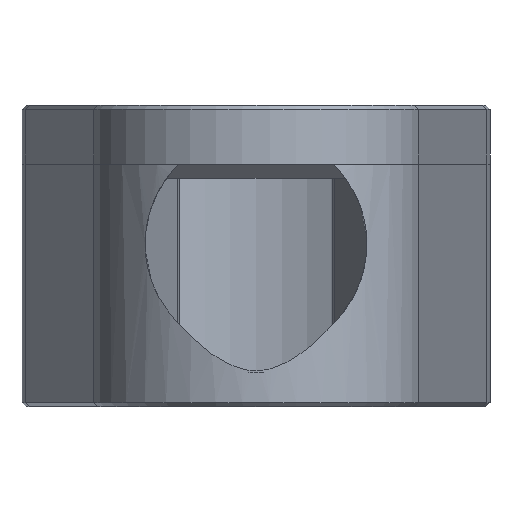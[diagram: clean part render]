
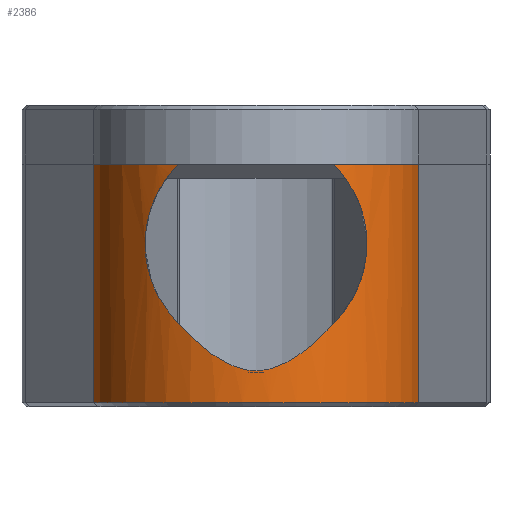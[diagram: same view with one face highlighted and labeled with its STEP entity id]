
A CAD part, front view. The second image highlights one B-rep face of the part: STEP entity #2386.
In plain terms, the highlighted cylindrical face has radius 11.875 mm (diameter 23.75 mm), a partial arc.
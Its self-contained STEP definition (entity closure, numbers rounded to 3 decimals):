
#24=CYLINDRICAL_SURFACE('',#2567,11.875);
#107=B_SPLINE_CURVE_WITH_KNOTS('',3,(#3605,#3606,#3607,#3608,#3609,#3610,
#3611,#3612,#3613,#3614,#3615),.UNSPECIFIED.,.F.,.F.,(4,2,3,2,4),(-0.548,
-0.316,0.,0.316,0.548),
 .UNSPECIFIED.);
#114=B_SPLINE_CURVE_WITH_KNOTS('',3,(#3773,#3774,#3775,#3776,#3777,#3778,
#3779,#3780,#3781,#3782,#3783,#3784,#3785,#3786,#3787,#3788),
 .UNSPECIFIED.,.F.,.F.,(4,2,2,2,2,2,2,4),(0.,0.512,0.769,
0.938,1.097,1.287,1.598,1.935),
 .UNSPECIFIED.);
#120=B_SPLINE_CURVE_WITH_KNOTS('',3,(#3870,#3871,#3872,#3873),
 .UNSPECIFIED.,.F.,.F.,(4,4),(0.001,0.097),
 .UNSPECIFIED.);
#122=B_SPLINE_CURVE_WITH_KNOTS('',3,(#3904,#3905,#3906,#3907),
 .UNSPECIFIED.,.F.,.F.,(4,4),(0.,0.096),.UNSPECIFIED.);
#126=B_SPLINE_CURVE_WITH_KNOTS('',3,(#3964,#3965,#3966,#3967,#3968,#3969,
#3970,#3971,#3972,#3973),.UNSPECIFIED.,.F.,.F.,(4,2,2,2,4),(1.966,
2.198,2.514,2.83,3.062),
 .UNSPECIFIED.);
#132=CIRCLE('',#2521,11.875);
#136=CIRCLE('',#2525,11.875);
#165=CIRCLE('',#2568,11.875);
#235=FACE_OUTER_BOUND('',#384,.T.);
#384=EDGE_LOOP('',(#1719,#1720,#1721,#1722,#1723,#1724,#1725,#1726,#1727,
#1728));
#557=LINE('',#3976,#797);
#558=LINE('',#3979,#798);
#797=VECTOR('',#2881,10.);
#798=VECTOR('',#2884,10.);
#1010=VERTEX_POINT('',#3441);
#1011=VERTEX_POINT('',#3443);
#1018=VERTEX_POINT('',#3460);
#1019=VERTEX_POINT('',#3465);
#1044=VERTEX_POINT('',#3598);
#1045=VERTEX_POINT('',#3604);
#1050=VERTEX_POINT('',#3767);
#1055=VERTEX_POINT('',#3869);
#1074=VERTEX_POINT('',#3975);
#1075=VERTEX_POINT('',#3977);
#1243=EDGE_CURVE('',#1010,#1011,#132,.T.);
#1251=EDGE_CURVE('',#1018,#1019,#136,.T.);
#1283=EDGE_CURVE('',#1045,#1044,#107,.T.);
#1290=EDGE_CURVE('',#1050,#1044,#114,.T.);
#1297=EDGE_CURVE('',#1011,#1055,#120,.T.);
#1299=EDGE_CURVE('',#1045,#1018,#122,.T.);
#1324=EDGE_CURVE('',#1050,#1055,#126,.T.);
#1325=EDGE_CURVE('',#1074,#1010,#557,.T.);
#1326=EDGE_CURVE('',#1075,#1074,#165,.T.);
#1327=EDGE_CURVE('',#1075,#1019,#558,.T.);
#1719=ORIENTED_EDGE('',*,*,#1299,.F.);
#1720=ORIENTED_EDGE('',*,*,#1283,.T.);
#1721=ORIENTED_EDGE('',*,*,#1290,.F.);
#1722=ORIENTED_EDGE('',*,*,#1324,.T.);
#1723=ORIENTED_EDGE('',*,*,#1297,.F.);
#1724=ORIENTED_EDGE('',*,*,#1243,.F.);
#1725=ORIENTED_EDGE('',*,*,#1325,.F.);
#1726=ORIENTED_EDGE('',*,*,#1326,.F.);
#1727=ORIENTED_EDGE('',*,*,#1327,.T.);
#1728=ORIENTED_EDGE('',*,*,#1251,.F.);
#2386=ADVANCED_FACE('',(#235),#24,.T.);
#2521=AXIS2_PLACEMENT_3D('',#3444,#2764,#2765);
#2525=AXIS2_PLACEMENT_3D('',#3466,#2774,#2775);
#2567=AXIS2_PLACEMENT_3D('',#3974,#2879,#2880);
#2568=AXIS2_PLACEMENT_3D('',#3978,#2882,#2883);
#2764=DIRECTION('center_axis',(0.,0.,1.));
#2765=DIRECTION('ref_axis',(-0.986,-0.167,0.));
#2774=DIRECTION('center_axis',(0.,0.,1.));
#2775=DIRECTION('ref_axis',(-0.986,-0.167,0.));
#2879=DIRECTION('center_axis',(0.,0.,1.));
#2880=DIRECTION('ref_axis',(1.,0.,0.));
#2881=DIRECTION('',(0.,0.,1.));
#2882=DIRECTION('center_axis',(0.,0.,-1.));
#2883=DIRECTION('ref_axis',(1.,0.,0.));
#2884=DIRECTION('',(0.,0.,1.));
#3441=CARTESIAN_POINT('',(-11.709,-28.451,17.5));
#3443=CARTESIAN_POINT('',(-5.606,-36.941,17.5));
#3444=CARTESIAN_POINT('Origin',(0.,-26.472,17.5));
#3460=CARTESIAN_POINT('',(5.606,-36.941,17.5));
#3465=CARTESIAN_POINT('',(11.709,-28.451,17.5));
#3466=CARTESIAN_POINT('Origin',(0.,-26.472,17.5));
#3598=CARTESIAN_POINT('',(6.191,-36.606,6.683));
#3604=CARTESIAN_POINT('',(6.191,-36.606,16.817));
#3605=CARTESIAN_POINT('Ctrl Pts',(6.191,-36.606,16.817));
#3606=CARTESIAN_POINT('Ctrl Pts',(6.663,-36.317,16.24));
#3607=CARTESIAN_POINT('Ctrl Pts',(7.068,-36.022,15.577));
#3608=CARTESIAN_POINT('Ctrl Pts',(7.782,-35.457,13.885));
#3609=CARTESIAN_POINT('Ctrl Pts',(8.,-35.248,12.804));
#3610=CARTESIAN_POINT('Ctrl Pts',(8.,-35.248,11.75));
#3611=CARTESIAN_POINT('Ctrl Pts',(8.,-35.248,10.696));
#3612=CARTESIAN_POINT('Ctrl Pts',(7.782,-35.457,9.615));
#3613=CARTESIAN_POINT('Ctrl Pts',(7.068,-36.022,7.923));
#3614=CARTESIAN_POINT('Ctrl Pts',(6.663,-36.317,7.26));
#3615=CARTESIAN_POINT('Ctrl Pts',(6.191,-36.606,6.683));
#3767=CARTESIAN_POINT('',(-6.191,-36.606,6.683));
#3773=CARTESIAN_POINT('Ctrl Pts',(-6.191,-36.606,6.683));
#3774=CARTESIAN_POINT('Ctrl Pts',(-5.182,-37.222,5.451));
#3775=CARTESIAN_POINT('Ctrl Pts',(-4.146,-37.647,4.474));
#3776=CARTESIAN_POINT('Ctrl Pts',(-2.657,-38.058,3.441));
#3777=CARTESIAN_POINT('Ctrl Pts',(-2.108,-38.173,3.126));
#3778=CARTESIAN_POINT('Ctrl Pts',(-1.155,-38.297,2.763));
#3779=CARTESIAN_POINT('Ctrl Pts',(-0.759,-38.33,
2.659));
#3780=CARTESIAN_POINT('Ctrl Pts',(0.033,-38.353,
2.585));
#3781=CARTESIAN_POINT('Ctrl Pts',(0.407,-38.346,2.609));
#3782=CARTESIAN_POINT('Ctrl Pts',(1.229,-38.292,2.777));
#3783=CARTESIAN_POINT('Ctrl Pts',(1.661,-38.237,2.941));
#3784=CARTESIAN_POINT('Ctrl Pts',(2.73,-38.049,3.465));
#3785=CARTESIAN_POINT('Ctrl Pts',(3.422,-37.868,3.937));
#3786=CARTESIAN_POINT('Ctrl Pts',(4.881,-37.328,5.19));
#3787=CARTESIAN_POINT('Ctrl Pts',(5.574,-36.982,5.93));
#3788=CARTESIAN_POINT('Ctrl Pts',(6.191,-36.606,6.683));
#3869=CARTESIAN_POINT('',(-6.191,-36.606,16.817));
#3870=CARTESIAN_POINT('Ctrl Pts',(-5.606,-36.941,17.5));
#3871=CARTESIAN_POINT('Ctrl Pts',(-5.807,-36.833,17.276));
#3872=CARTESIAN_POINT('Ctrl Pts',(-6.002,-36.721,17.048));
#3873=CARTESIAN_POINT('Ctrl Pts',(-6.191,-36.606,16.817));
#3904=CARTESIAN_POINT('Ctrl Pts',(6.191,-36.606,16.817));
#3905=CARTESIAN_POINT('Ctrl Pts',(6.002,-36.721,17.048));
#3906=CARTESIAN_POINT('Ctrl Pts',(5.807,-36.833,17.276));
#3907=CARTESIAN_POINT('Ctrl Pts',(5.606,-36.941,17.5));
#3964=CARTESIAN_POINT('Ctrl Pts',(-6.191,-36.606,6.683));
#3965=CARTESIAN_POINT('Ctrl Pts',(-6.663,-36.317,7.26));
#3966=CARTESIAN_POINT('Ctrl Pts',(-7.068,-36.022,7.923));
#3967=CARTESIAN_POINT('Ctrl Pts',(-7.782,-35.457,9.615));
#3968=CARTESIAN_POINT('Ctrl Pts',(-8.,-35.248,10.696));
#3969=CARTESIAN_POINT('Ctrl Pts',(-8.,-35.248,12.804));
#3970=CARTESIAN_POINT('Ctrl Pts',(-7.782,-35.457,13.885));
#3971=CARTESIAN_POINT('Ctrl Pts',(-7.068,-36.022,15.577));
#3972=CARTESIAN_POINT('Ctrl Pts',(-6.663,-36.317,16.24));
#3973=CARTESIAN_POINT('Ctrl Pts',(-6.191,-36.606,16.817));
#3974=CARTESIAN_POINT('Origin',(0.,-26.472,0.));
#3975=CARTESIAN_POINT('',(-11.709,-28.451,0.3));
#3976=CARTESIAN_POINT('',(-11.709,-28.451,0.));
#3977=CARTESIAN_POINT('',(11.709,-28.451,0.3));
#3978=CARTESIAN_POINT('Origin',(0.,-26.472,0.3));
#3979=CARTESIAN_POINT('',(11.709,-28.451,0.));
